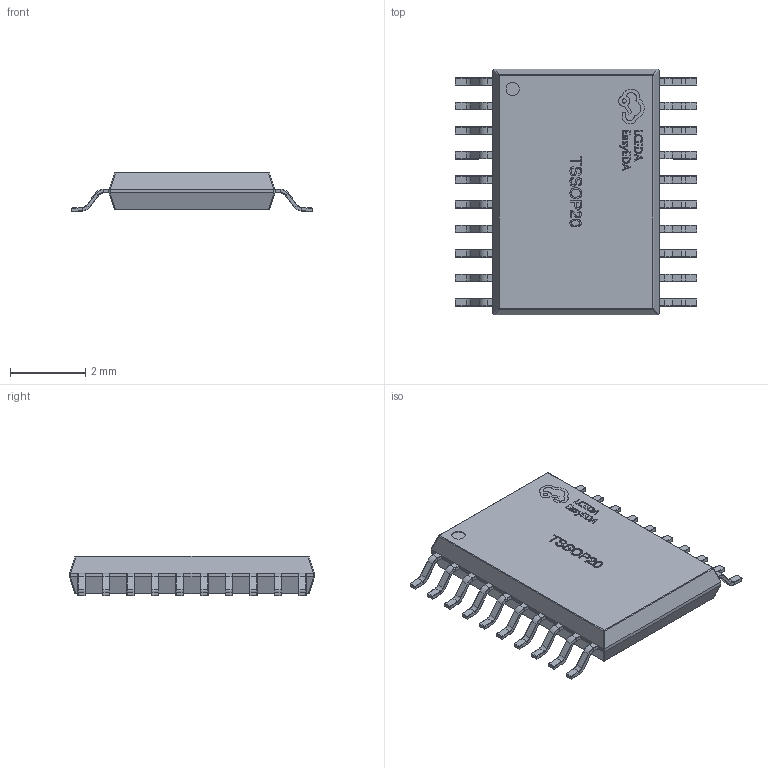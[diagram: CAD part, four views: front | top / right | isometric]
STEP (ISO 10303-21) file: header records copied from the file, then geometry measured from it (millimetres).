
FILE_DESCRIPTION (( 'STEP AP214' ), '1' );
FILE_NAME ('TSSOP-20_L6.5-W4.4-H1.0-LS6.4-P0.65.step', '2022-07-26T10:46:19', ( '' ), ( '' ), 'SwSTEP 2.0', 'SolidWorks 2020', '' );
FILE_SCHEMA (( 'AUTOMOTIVE_DESIGN' ));
Length unit declared in the file: millimetre
Products named in the file (1): TSSOP-20_L6.5-W4.4-H1.0-LS6.4-P0.65
Bounding box: 6.41 x 6.5 x 1.05 mm (x, y, z)
Volume: 27.6 mm3; surface area: 88.6 mm2
Topology: 34 solids, 34 shells, 1465 faces, 3293 edges, 1874 vertices
Faces by surface type: plane 593, cylinder 422, bspline 182, torus 160, sphere 108
Entity records: 60285 total; most frequent: CARTESIAN_POINT 12599, ORIENTED_EDGE 6426, DIRECTION 6417, EDGE_CURVE 3213, AXIS2_PLACEMENT_3D 2312, VERTEX_POINT 1834, VECTOR 1793, LINE 1793
